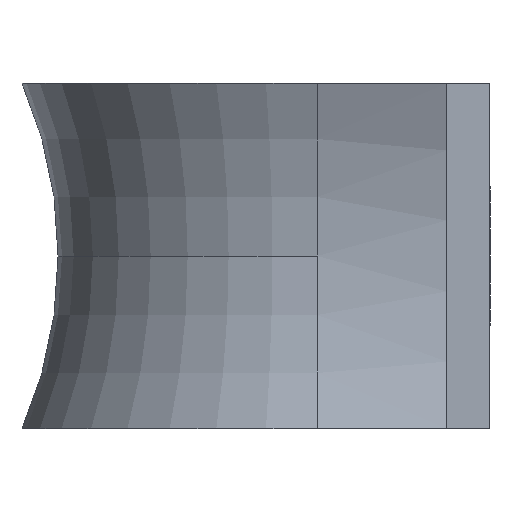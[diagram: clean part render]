
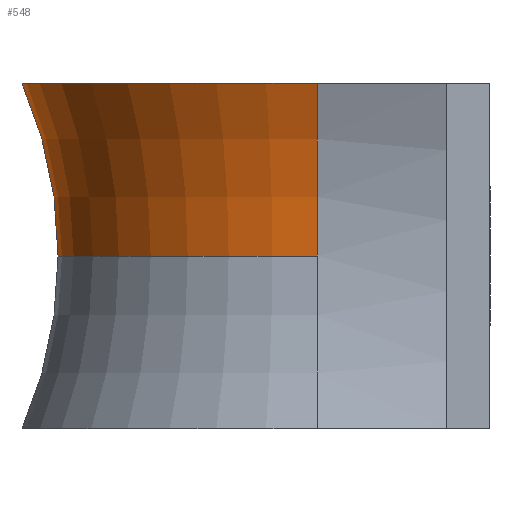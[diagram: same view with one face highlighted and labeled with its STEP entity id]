
A CAD part, left-side view. The second image highlights one B-rep face of the part: STEP entity #548.
In plain terms, the highlighted toroidal (fillet/blend) face has major radius 16 mm and minor radius 10 mm.
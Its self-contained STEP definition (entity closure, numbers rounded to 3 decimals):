
#6 = ORIENTED_EDGE ( 'NONE', *, *, #49, .F. ) ;
#32 = CARTESIAN_POINT ( 'NONE',  ( -6.835, 0., 4. ) ) ;
#49 = EDGE_CURVE ( 'NONE', #507, #113, #69, .T. ) ;
#52 = CARTESIAN_POINT ( 'NONE',  ( -6., 0., 0. ) ) ;
#69 = CIRCLE ( 'NONE', #71, 6.835 ) ;
#71 = AXIS2_PLACEMENT_3D ( 'NONE', #73, #364, #121 ) ;
#73 = CARTESIAN_POINT ( 'NONE',  ( 0., 0., 4. ) ) ;
#97 = AXIS2_PLACEMENT_3D ( 'NONE', #227, #522, #269 ) ;
#108 = CARTESIAN_POINT ( 'NONE',  ( 16., 0., 0. ) ) ;
#113 = VERTEX_POINT ( 'NONE', #32 ) ;
#121 = DIRECTION ( 'NONE',  ( 1., 0., 0. ) ) ;
#125 = CIRCLE ( 'NONE', #297, 10. ) ;
#130 = CIRCLE ( 'NONE', #247, 10. ) ;
#146 = DIRECTION ( 'NONE',  ( 0., 0., 1. ) ) ;
#147 = CIRCLE ( 'NONE', #97, 6. ) ;
#195 = DIRECTION ( 'NONE',  ( 0., 0., 1. ) ) ;
#211 = EDGE_CURVE ( 'NONE', #113, #386, #130, .T. ) ;
#217 = CARTESIAN_POINT ( 'NONE',  ( -16., 0., 0. ) ) ;
#227 = CARTESIAN_POINT ( 'NONE',  ( 0., 0., 0. ) ) ;
#247 = AXIS2_PLACEMENT_3D ( 'NONE', #217, #512, #257 ) ;
#257 = DIRECTION ( 'NONE',  ( 0., 0., 1. ) ) ;
#269 = DIRECTION ( 'NONE',  ( 1., 0., 0. ) ) ;
#270 = CARTESIAN_POINT ( 'NONE',  ( 6., 0., 0. ) ) ;
#297 = AXIS2_PLACEMENT_3D ( 'NONE', #108, #396, #146 ) ;
#303 = FACE_OUTER_BOUND ( 'NONE', #406, .T. ) ;
#313 = TOROIDAL_SURFACE ( 'NONE', #489, 16., 10. ) ;
#323 = CARTESIAN_POINT ( 'NONE',  ( 6.835, 0., 4. ) ) ;
#324 = DIRECTION ( 'NONE',  ( 1., 0., 0. ) ) ;
#350 = EDGE_CURVE ( 'NONE', #377, #386, #147, .T. ) ;
#364 = DIRECTION ( 'NONE',  ( 0., 0., 1. ) ) ;
#377 = VERTEX_POINT ( 'NONE', #270 ) ;
#386 = VERTEX_POINT ( 'NONE', #52 ) ;
#396 = DIRECTION ( 'NONE',  ( 0., -1., 0. ) ) ;
#402 = ORIENTED_EDGE ( 'NONE', *, *, #350, .T. ) ;
#406 = EDGE_LOOP ( 'NONE', ( #515, #402, #434, #6 ) ) ;
#434 = ORIENTED_EDGE ( 'NONE', *, *, #211, .F. ) ;
#446 = CARTESIAN_POINT ( 'NONE',  ( 0., 0., 0. ) ) ;
#462 = EDGE_CURVE ( 'NONE', #507, #377, #125, .T. ) ;
#489 = AXIS2_PLACEMENT_3D ( 'NONE', #446, #195, #324 ) ;
#507 = VERTEX_POINT ( 'NONE', #323 ) ;
#512 = DIRECTION ( 'NONE',  ( 0., 1., 0. ) ) ;
#515 = ORIENTED_EDGE ( 'NONE', *, *, #462, .T. ) ;
#522 = DIRECTION ( 'NONE',  ( 0., 0., 1. ) ) ;
#548 = ADVANCED_FACE ( 'NONE', ( #303 ), #313, .F. ) ;
